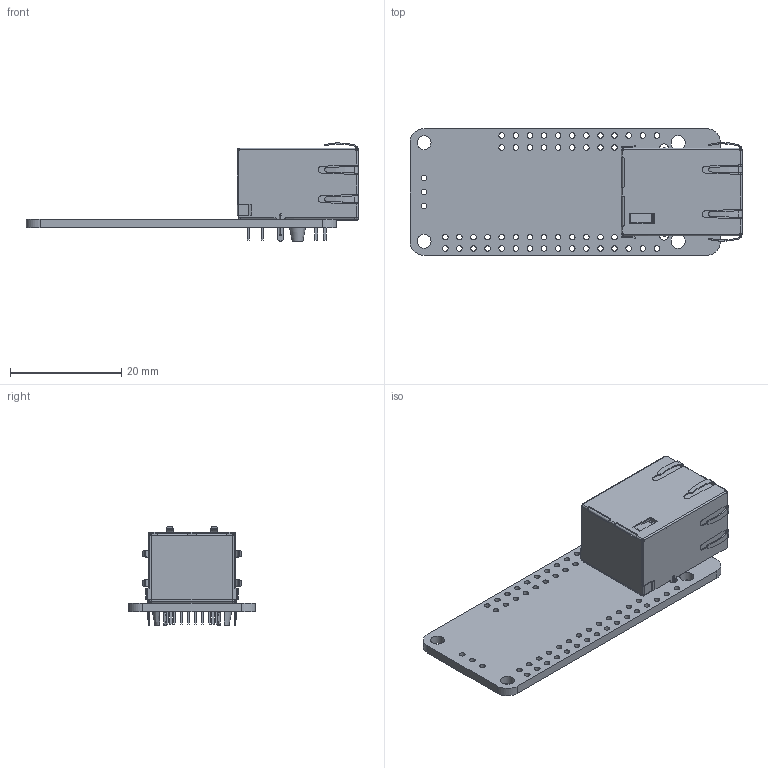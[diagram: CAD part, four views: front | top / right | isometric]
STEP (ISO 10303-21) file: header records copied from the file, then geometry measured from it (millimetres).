
FILE_DESCRIPTION(('KiCad electronic assembly'),'2;1');
FILE_NAME('Adafruit Ethernet FeatherWing.step','2023-04-14T12:41:41',( 'Pcbnew'),('Kicad'),'Open CASCADE STEP processor 7.6', 'KiCad to STEP converter','Unknown');
FILE_SCHEMA(('AUTOMOTIVE_DESIGN { 1 0 10303 214 1 1 1 1 }'));
Length unit declared in the file: millimetre
Products named in the file (4): Adafruit Ethernet FeatherWing 1; RB1-125BAG1A--3DModel-STEP-56544; COMPOUND; Adafruit Ethernet FeatherWing PCB
Assembly tree (3 placements, depth 3):
  Adafruit Ethernet FeatherWing 1
    RB1-125BAG1A--3DModel-STEP-56544
      COMPOUND
    Adafruit Ethernet FeatherWing PCB
Bounding box: 59.77 x 22.86 x 17.68 mm (x, y, z)
Volume: 4722.9 mm3; surface area: 7962 mm2
Topology: 19 solids, 19 shells, 782 faces, 2002 edges, 1240 vertices
Faces by surface type: bspline 699, cylinder 77, plane 6
Full cylindrical faces by diameter (mm): 0.9 x8, 1 x57, 1.6 x2, 2.5 x2, 2.54 x2, 3.2 x2
Entity records: 46284 total; most frequent: CARTESIAN_POINT 18674, B_SPLINE_CURVE_WITH_KNOTS 4381, ORIENTED_EDGE 3988, PCURVE 3988, DEFINITIONAL_REPRESENTATION 3988, EDGE_CURVE 1994, SURFACE_CURVE 1921, VERTEX_POINT 1240
